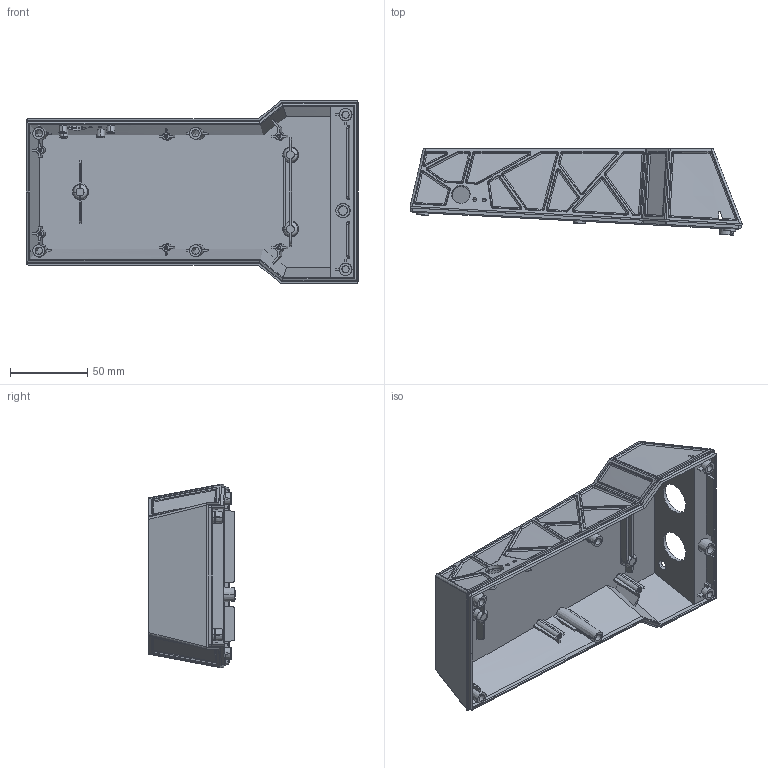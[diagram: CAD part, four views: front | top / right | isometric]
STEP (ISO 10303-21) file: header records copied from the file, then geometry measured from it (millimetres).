
FILE_DESCRIPTION (( 'STEP AP214' ), '1' );
FILE_NAME ('morph-bottom-cover-2024-0817.STEP', '2024-08-16T23:22:57', ( '' ), ( '' ), 'SwSTEP 2.0', 'SolidWorks 2021', '' );
FILE_SCHEMA (( 'AUTOMOTIVE_DESIGN' ));
Length unit declared in the file: millimetre
Products named in the file (1): morph-bottom-cover-2024-0817
Bounding box: 214.72 x 55.73 x 118.44 mm (x, y, z)
Volume: 123791.1 mm3; surface area: 102748.2 mm2
Topology: 1 solids, 1 shells, 1104 faces, 2738 edges, 1699 vertices
Faces by surface type: bspline 576, plane 311, cylinder 147, cone 56, torus 14
Entity records: 48977 total; most frequent: CARTESIAN_POINT 27475, ORIENTED_EDGE 5472, DIRECTION 3013, EDGE_CURVE 2736, VERTEX_POINT 1699, B_SPLINE_CURVE_WITH_KNOTS 1266, EDGE_LOOP 1187, AXIS2_PLACEMENT_3D 1153
